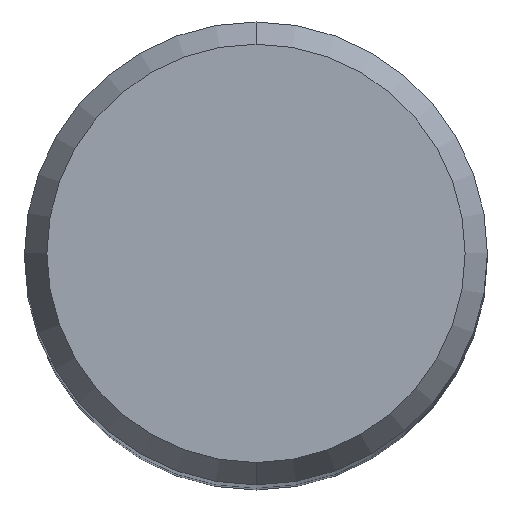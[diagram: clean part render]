
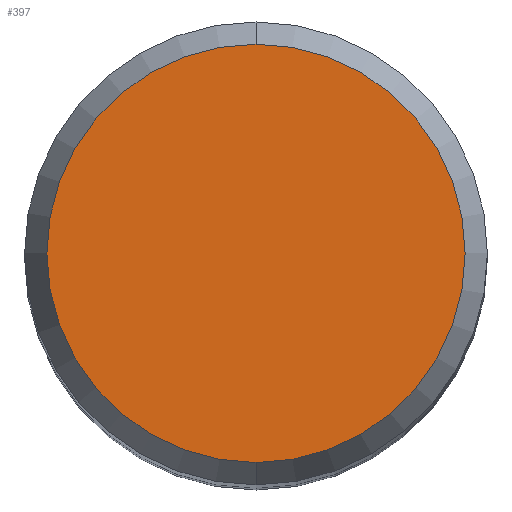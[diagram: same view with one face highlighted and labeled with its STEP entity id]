
A CAD part, top view. The second image highlights one B-rep face of the part: STEP entity #397.
In plain terms, the highlighted planar face has unit normal (0, 0, 1).
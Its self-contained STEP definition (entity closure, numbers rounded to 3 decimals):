
#179=VERTEX_POINT('',#447);
#279=VERTEX_POINT('',#555);
#319=EDGE_CURVE('',#279,#179,#600,.T.);
#397=ADVANCED_FACE('',(#688),#689,.T.);
#401=EDGE_CURVE('',#179,#279,#693,.T.);
#447=CARTESIAN_POINT('',(0.0,4.304,0.));
#555=CARTESIAN_POINT('',(0.,-4.304,0.));
#600=CIRCLE('',#1139,4.304);
#688=FACE_OUTER_BOUND('',#1286,.T.);
#689=PLANE('',#1287);
#693=CIRCLE('',#1306,4.304);
#1139=AXIS2_PLACEMENT_3D('',#1486,#1487,#1488);
#1286=EDGE_LOOP('',(#1606,#1607));
#1287=AXIS2_PLACEMENT_3D('',#1608,#1609,#1610);
#1306=AXIS2_PLACEMENT_3D('',#1611,#1612,#1613);
#1486=CARTESIAN_POINT('',(0.0,0.0,0.));
#1487=DIRECTION('',(0.0,0.0,-1.0));
#1488=DIRECTION('',(0.0,1.0,0.0));
#1606=ORIENTED_EDGE('',*,*,#401,.F.);
#1607=ORIENTED_EDGE('',*,*,#319,.F.);
#1608=CARTESIAN_POINT('',(0.0,2.152,0.));
#1609=DIRECTION('',(-0.0,0.0,1.0));
#1610=DIRECTION('',(0.0,-1.0,0.0));
#1611=CARTESIAN_POINT('',(0.0,0.0,0.));
#1612=DIRECTION('',(0.0,0.0,-1.0));
#1613=DIRECTION('',(0.0,1.0,0.0));
